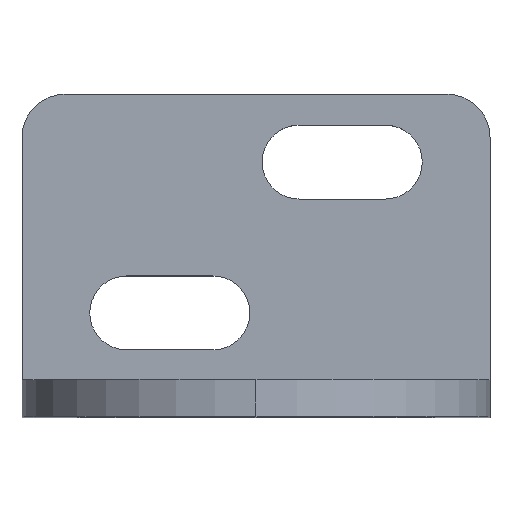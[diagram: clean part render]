
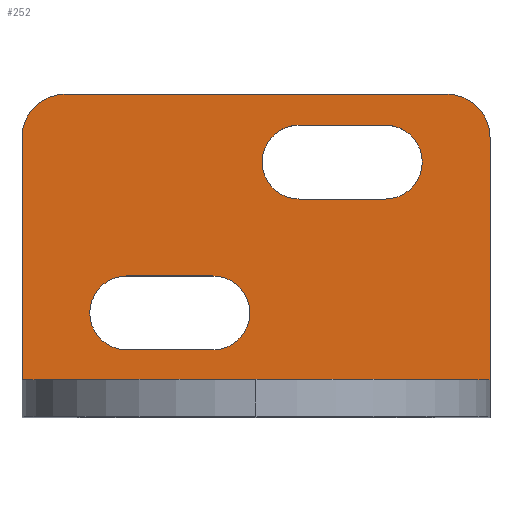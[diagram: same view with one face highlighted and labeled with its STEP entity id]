
A CAD part, top view. The second image highlights one B-rep face of the part: STEP entity #252.
In plain terms, the highlighted planar face has unit normal (0, 0, 1).
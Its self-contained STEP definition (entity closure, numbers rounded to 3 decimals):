
#6 = CIRCLE ( 'NONE', #867, 3. ) ;
#9 = ORIENTED_EDGE ( 'NONE', *, *, #511, .F. ) ;
#13 = ORIENTED_EDGE ( 'NONE', *, *, #879, .F. ) ;
#25 = ORIENTED_EDGE ( 'NONE', *, *, #102, .F. ) ;
#27 = CARTESIAN_POINT ( 'NONE',  ( -15.5, 17.75, 3. ) ) ;
#32 = ORIENTED_EDGE ( 'NONE', *, *, #516, .F. ) ;
#37 = DIRECTION ( 'NONE',  ( 1., 0., 0. ) ) ;
#39 = DIRECTION ( 'NONE',  ( -1., 0., 0. ) ) ;
#41 = LINE ( 'NONE', #809, #699 ) ;
#44 = ORIENTED_EDGE ( 'NONE', *, *, #599, .T. ) ;
#50 = EDGE_CURVE ( 'NONE', #580, #701, #452, .T. ) ;
#51 = AXIS2_PLACEMENT_3D ( 'NONE', #595, #467, #663 ) ;
#52 = VECTOR ( 'NONE', #37, 1000. ) ;
#79 = AXIS2_PLACEMENT_3D ( 'NONE', #848, #172, #795 ) ;
#81 = CARTESIAN_POINT ( 'NONE',  ( -29.5, 5.5, 3. ) ) ;
#95 = VERTEX_POINT ( 'NONE', #315 ) ;
#102 = EDGE_CURVE ( 'NONE', #159, #404, #164, .T. ) ;
#111 = DIRECTION ( 'NONE',  ( -1., 0., 0. ) ) ;
#118 = CARTESIAN_POINT ( 'NONE',  ( -38., 3., 3. ) ) ;
#123 = CARTESIAN_POINT ( 'NONE',  ( -38., 0., 3. ) ) ;
#134 = CIRCLE ( 'NONE', #191, 3. ) ;
#154 = AXIS2_PLACEMENT_3D ( 'NONE', #123, #666, #251 ) ;
#155 = LINE ( 'NONE', #459, #680 ) ;
#159 = VERTEX_POINT ( 'NONE', #306 ) ;
#160 = DIRECTION ( 'NONE',  ( 0., 0., 1. ) ) ;
#164 = LINE ( 'NONE', #383, #513 ) ;
#172 = DIRECTION ( 'NONE',  ( 0., 0., 1. ) ) ;
#191 = AXIS2_PLACEMENT_3D ( 'NONE', #373, #573, #303 ) ;
#192 = CARTESIAN_POINT ( 'NONE',  ( -8.5, 23.75, 3. ) ) ;
#198 = CARTESIAN_POINT ( 'NONE',  ( -22.5, 11.5, 3. ) ) ;
#200 = VERTEX_POINT ( 'NONE', #875 ) ;
#203 = ORIENTED_EDGE ( 'NONE', *, *, #710, .T. ) ;
#207 = LINE ( 'NONE', #690, #555 ) ;
#209 = ORIENTED_EDGE ( 'NONE', *, *, #696, .T. ) ;
#212 = ORIENTED_EDGE ( 'NONE', *, *, #282, .T. ) ;
#214 = CARTESIAN_POINT ( 'NONE',  ( 0., 22.75, 3. ) ) ;
#215 = EDGE_CURVE ( 'NONE', #249, #863, #41, .T. ) ;
#216 = CARTESIAN_POINT ( 'NONE',  ( -29.5, 11.5, 3. ) ) ;
#223 = AXIS2_PLACEMENT_3D ( 'NONE', #456, #519, #111 ) ;
#224 = ORIENTED_EDGE ( 'NONE', *, *, #215, .F. ) ;
#225 = ORIENTED_EDGE ( 'NONE', *, *, #554, .F. ) ;
#245 = EDGE_LOOP ( 'NONE', ( #9, #507, #683, #801, #465 ) ) ;
#247 = EDGE_CURVE ( 'NONE', #200, #571, #494, .T. ) ;
#249 = VERTEX_POINT ( 'NONE', #118 ) ;
#251 = DIRECTION ( 'NONE',  ( -1., 0., 0. ) ) ;
#252 = ADVANCED_FACE ( 'NONE', ( #389, #882, #724 ), #330, .F. ) ;
#258 = DIRECTION ( 'NONE',  ( 0., 1., 0. ) ) ;
#275 = AXIS2_PLACEMENT_3D ( 'NONE', #743, #336, #408 ) ;
#276 = ORIENTED_EDGE ( 'NONE', *, *, #353, .F. ) ;
#282 = EDGE_CURVE ( 'NONE', #325, #476, #155, .T. ) ;
#298 = VERTEX_POINT ( 'NONE', #881 ) ;
#303 = DIRECTION ( 'NONE',  ( 1., 0., 0. ) ) ;
#305 = CIRCLE ( 'NONE', #317, 3.5 ) ;
#306 = CARTESIAN_POINT ( 'NONE',  ( -34.5, 26.25, 3. ) ) ;
#315 = CARTESIAN_POINT ( 'NONE',  ( -22.5, 5.5, 3. ) ) ;
#317 = AXIS2_PLACEMENT_3D ( 'NONE', #719, #794, #39 ) ;
#324 = VERTEX_POINT ( 'NONE', #758 ) ;
#325 = VERTEX_POINT ( 'NONE', #893 ) ;
#330 = PLANE ( 'NONE',  #154 ) ;
#331 = VERTEX_POINT ( 'NONE', #198 ) ;
#336 = DIRECTION ( 'NONE',  ( 0., 0., 1. ) ) ;
#340 = VECTOR ( 'NONE', #560, 1000. ) ;
#353 = EDGE_CURVE ( 'NONE', #298, #524, #880, .T. ) ;
#354 = CIRCLE ( 'NONE', #546, 3. ) ;
#357 = CARTESIAN_POINT ( 'NONE',  ( -3.5, 26.25, 3. ) ) ;
#373 = CARTESIAN_POINT ( 'NONE',  ( -8.5, 20.75, 3. ) ) ;
#380 = EDGE_CURVE ( 'NONE', #95, #324, #6, .T. ) ;
#383 = CARTESIAN_POINT ( 'NONE',  ( -38., 26.25, 3. ) ) ;
#389 = FACE_BOUND ( 'NONE', #245, .T. ) ;
#391 = DIRECTION ( 'NONE',  ( 1., 0., 0. ) ) ;
#398 = DIRECTION ( 'NONE',  ( 0., 1., 0. ) ) ;
#404 = VERTEX_POINT ( 'NONE', #357 ) ;
#408 = DIRECTION ( 'NONE',  ( 1., 0., 0. ) ) ;
#431 = LINE ( 'NONE', #216, #340 ) ;
#452 = CIRCLE ( 'NONE', #79, 3. ) ;
#456 = CARTESIAN_POINT ( 'NONE',  ( -34.5, 22.75, 3. ) ) ;
#459 = CARTESIAN_POINT ( 'NONE',  ( 0., 0., 3. ) ) ;
#465 = ORIENTED_EDGE ( 'NONE', *, *, #50, .F. ) ;
#467 = DIRECTION ( 'NONE',  ( 0., 0., 1. ) ) ;
#476 = VERTEX_POINT ( 'NONE', #214 ) ;
#482 = DIRECTION ( 'NONE',  ( 0., 0., 1. ) ) ;
#483 = CARTESIAN_POINT ( 'NONE',  ( -38., 22.75, 3. ) ) ;
#492 = DIRECTION ( 'NONE',  ( 1., 0., 0. ) ) ;
#494 = CIRCLE ( 'NONE', #51, 3. ) ;
#507 = ORIENTED_EDGE ( 'NONE', *, *, #247, .F. ) ;
#511 = EDGE_CURVE ( 'NONE', #571, #580, #774, .T. ) ;
#513 = VECTOR ( 'NONE', #391, 1000. ) ;
#514 = EDGE_LOOP ( 'NONE', ( #212, #44, #25, #203, #224, #209 ) ) ;
#516 = EDGE_CURVE ( 'NONE', #524, #95, #207, .T. ) ;
#519 = DIRECTION ( 'NONE',  ( 0., 0., 1. ) ) ;
#524 = VERTEX_POINT ( 'NONE', #81 ) ;
#546 = AXIS2_PLACEMENT_3D ( 'NONE', #638, #160, #577 ) ;
#554 = EDGE_CURVE ( 'NONE', #324, #331, #354, .T. ) ;
#555 = VECTOR ( 'NONE', #492, 1000. ) ;
#560 = DIRECTION ( 'NONE',  ( -1., 0., 0. ) ) ;
#571 = VERTEX_POINT ( 'NONE', #27 ) ;
#573 = DIRECTION ( 'NONE',  ( 0., 0., 1. ) ) ;
#577 = DIRECTION ( 'NONE',  ( 1., 0., 0. ) ) ;
#580 = VERTEX_POINT ( 'NONE', #706 ) ;
#586 = DIRECTION ( 'NONE',  ( -1., 0., 0. ) ) ;
#589 = EDGE_CURVE ( 'NONE', #701, #675, #134, .T. ) ;
#595 = CARTESIAN_POINT ( 'NONE',  ( -15.5, 20.75, 3. ) ) ;
#599 = EDGE_CURVE ( 'NONE', #476, #404, #305, .T. ) ;
#601 = ORIENTED_EDGE ( 'NONE', *, *, #380, .F. ) ;
#604 = CARTESIAN_POINT ( 'NONE',  ( -38., 3., 3. ) ) ;
#633 = CARTESIAN_POINT ( 'NONE',  ( -15.5, 17.75, 3. ) ) ;
#638 = CARTESIAN_POINT ( 'NONE',  ( -22.5, 8.5, 3. ) ) ;
#641 = CIRCLE ( 'NONE', #223, 3.5 ) ;
#655 = EDGE_CURVE ( 'NONE', #675, #200, #698, .T. ) ;
#663 = DIRECTION ( 'NONE',  ( 1., 0., 0. ) ) ;
#666 = DIRECTION ( 'NONE',  ( 0., 0., -1. ) ) ;
#675 = VERTEX_POINT ( 'NONE', #192 ) ;
#680 = VECTOR ( 'NONE', #258, 1000. ) ;
#683 = ORIENTED_EDGE ( 'NONE', *, *, #655, .F. ) ;
#690 = CARTESIAN_POINT ( 'NONE',  ( -29.5, 5.5, 3. ) ) ;
#696 = EDGE_CURVE ( 'NONE', #249, #325, #827, .T. ) ;
#698 = LINE ( 'NONE', #803, #732 ) ;
#699 = VECTOR ( 'NONE', #398, 1000. ) ;
#701 = VERTEX_POINT ( 'NONE', #888 ) ;
#706 = CARTESIAN_POINT ( 'NONE',  ( -8.5, 17.75, 3. ) ) ;
#710 = EDGE_CURVE ( 'NONE', #159, #863, #641, .T. ) ;
#719 = CARTESIAN_POINT ( 'NONE',  ( -3.5, 22.75, 3. ) ) ;
#724 = FACE_OUTER_BOUND ( 'NONE', #514, .T. ) ;
#732 = VECTOR ( 'NONE', #586, 1000. ) ;
#733 = VECTOR ( 'NONE', #846, 1000. ) ;
#743 = CARTESIAN_POINT ( 'NONE',  ( -29.5, 8.5, 3. ) ) ;
#751 = DIRECTION ( 'NONE',  ( 1., 0., 0. ) ) ;
#758 = CARTESIAN_POINT ( 'NONE',  ( -19.5, 8.5, 3. ) ) ;
#774 = LINE ( 'NONE', #633, #733 ) ;
#781 = EDGE_LOOP ( 'NONE', ( #32, #276, #13, #225, #601 ) ) ;
#794 = DIRECTION ( 'NONE',  ( 0., 0., 1. ) ) ;
#795 = DIRECTION ( 'NONE',  ( 1., 0., 0. ) ) ;
#801 = ORIENTED_EDGE ( 'NONE', *, *, #589, .F. ) ;
#803 = CARTESIAN_POINT ( 'NONE',  ( -15.5, 23.75, 3. ) ) ;
#809 = CARTESIAN_POINT ( 'NONE',  ( -38., 0., 3. ) ) ;
#827 = LINE ( 'NONE', #604, #52 ) ;
#846 = DIRECTION ( 'NONE',  ( 1., 0., 0. ) ) ;
#848 = CARTESIAN_POINT ( 'NONE',  ( -8.5, 20.75, 3. ) ) ;
#863 = VERTEX_POINT ( 'NONE', #483 ) ;
#867 = AXIS2_PLACEMENT_3D ( 'NONE', #890, #482, #751 ) ;
#875 = CARTESIAN_POINT ( 'NONE',  ( -15.5, 23.75, 3. ) ) ;
#879 = EDGE_CURVE ( 'NONE', #331, #298, #431, .T. ) ;
#880 = CIRCLE ( 'NONE', #275, 3. ) ;
#881 = CARTESIAN_POINT ( 'NONE',  ( -29.5, 11.5, 3. ) ) ;
#882 = FACE_BOUND ( 'NONE', #781, .T. ) ;
#888 = CARTESIAN_POINT ( 'NONE',  ( -5.5, 20.75, 3. ) ) ;
#890 = CARTESIAN_POINT ( 'NONE',  ( -22.5, 8.5, 3. ) ) ;
#893 = CARTESIAN_POINT ( 'NONE',  ( 0., 3., 3. ) ) ;
